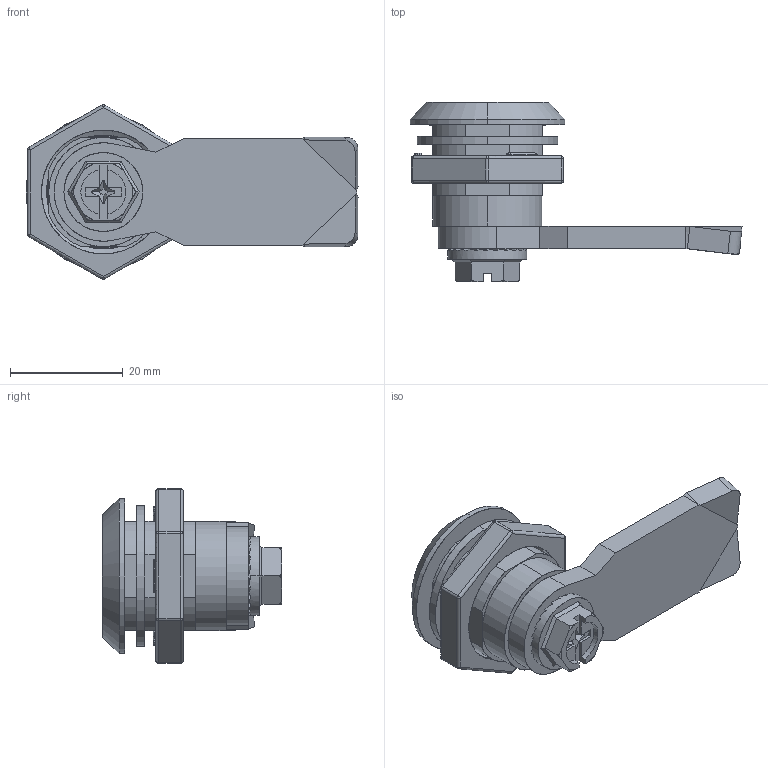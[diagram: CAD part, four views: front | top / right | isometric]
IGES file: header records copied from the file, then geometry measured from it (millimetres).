
Start section: SolidWorks IGES file using analytic representation for surfaces
Global section: file name: 'B'DMCL-SL-MR.igs; native system: SolidWorks 2015; preprocessor: SolidWorks 2015; author: solidworksqc; date: 170405.112153; units: millimetre
Bounding box: 58.99 x 31.85 x 31.02 mm (x, y, z)
Surface area: 8683.2 mm2 (no closed solid volume)
Topology: 0 solids, 0 shells, 199 faces, 2020 edges, 2004 vertices
Faces by surface type: bspline 126, revolution 73
